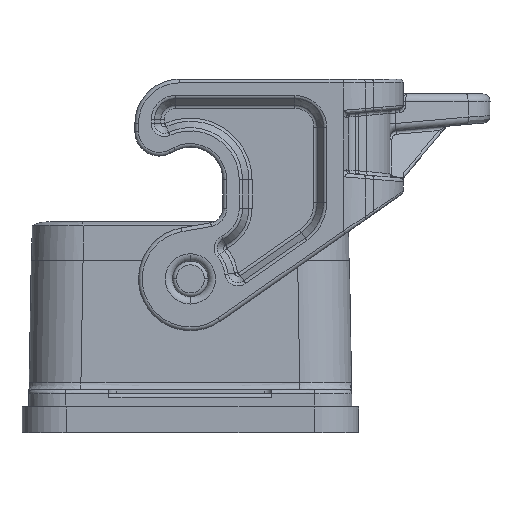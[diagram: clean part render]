
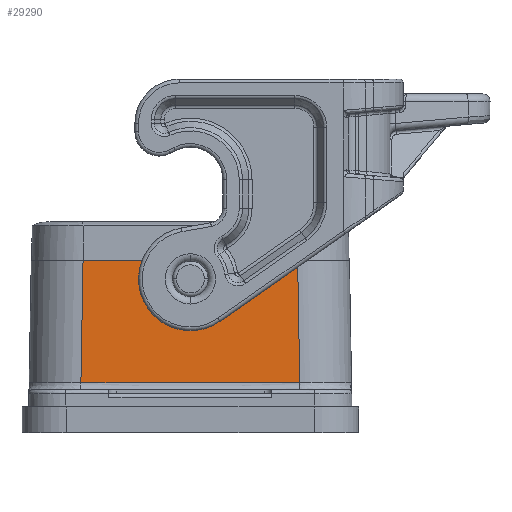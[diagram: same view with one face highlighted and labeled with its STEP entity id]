
A CAD part, left-side view. The second image highlights one B-rep face of the part: STEP entity #29290.
In plain terms, the highlighted face is planar.
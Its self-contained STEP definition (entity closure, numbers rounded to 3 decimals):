
#28290=CARTESIAN_POINT('',(-30.157,-103.395,
-4.983));
#28300=VERTEX_POINT('',#28290);
#28710=CARTESIAN_POINT('',(-19.121,-103.063,-24.));
#28720=DIRECTION('',(0.,-1.,-0.017));
#28730=DIRECTION('',(1.,0.,0.));
#28740=AXIS2_PLACEMENT_3D('',#28710,#28720,#28730);
#28750=PLANE('',#28740);
#28760=CARTESIAN_POINT('',(-30.073,-103.479,
-0.122));
#28770=DIRECTION('',(0.017,-0.017,
1.));
#28780=VECTOR('',#28770,1.);
#28790=LINE('',#28760,#28780);
#28800=CARTESIAN_POINT('',(-30.446,-103.106,-21.5));
#28810=VERTEX_POINT('',#28800);
#28820=EDGE_CURVE('',#28810,#28300,#28790,.T.);
#28830=ORIENTED_EDGE('',*,*,#28820,.T.);
#28840=CARTESIAN_POINT('',(0.,-103.106,-21.5));
#28850=DIRECTION('',(1.,0.,0.));
#28860=VECTOR('',#28850,1.);
#28870=LINE('',#28840,#28860);
#28880=CARTESIAN_POINT('',(-42.642,-103.106,-21.5));
#28890=VERTEX_POINT('',#28880);
#28900=EDGE_CURVE('',#28890,#28810,#28870,.T.);
#28910=ORIENTED_EDGE('',*,*,#28900,.T.);
#28920=CARTESIAN_POINT('',(-44.947,-103.15,-19.));
#28930=DIRECTION('',(0.,-1.,-0.017));
#28940=DIRECTION('',(0.,-0.017,
1.));
#28950=AXIS2_PLACEMENT_3D('',#28920,#28930,#28940);
#28960=ELLIPSE('',#28950,3.401,3.4);
#28970=CARTESIAN_POINT('',(-41.547,-103.15,-19.));
#28980=VERTEX_POINT('',#28970);
#28990=EDGE_CURVE('',#28890,#28980,#28960,.T.);
#29000=ORIENTED_EDGE('',*,*,#28990,.F.);
#29010=CARTESIAN_POINT('',(-48.347,-103.15,-19.));
#29020=VERTEX_POINT('',#29010);
#29030=EDGE_CURVE('',#28980,#29020,#28960,.T.);
#29040=ORIENTED_EDGE('',*,*,#29030,.F.);
#29050=CARTESIAN_POINT('',(-47.251,-103.106,-21.5));
#29060=VERTEX_POINT('',#29050);
#29070=EDGE_CURVE('',#29020,#29060,#28960,.T.);
#29080=ORIENTED_EDGE('',*,*,#29070,.F.);
#29090=CARTESIAN_POINT('',(-59.448,-103.106,-21.5));
#29100=VERTEX_POINT('',#29090);
#29110=EDGE_CURVE('',#29100,#29060,#28870,.T.);
#29120=ORIENTED_EDGE('',*,*,#29110,.T.);
#29130=CARTESIAN_POINT('',(-59.821,-103.479,
-0.122));
#29140=DIRECTION('',(0.017,0.017,
-1.));
#29150=VECTOR('',#29140,1.);
#29160=LINE('',#29130,#29150);
#29170=CARTESIAN_POINT('',(-59.736,-103.395,
-4.983));
#29180=VERTEX_POINT('',#29170);
#29190=EDGE_CURVE('',#29180,#29100,#29160,.T.);
#29200=ORIENTED_EDGE('',*,*,#29190,.T.);
#29210=CARTESIAN_POINT('',(0.,-103.395,-4.983));
#29220=DIRECTION('',(-1.,0.,0.));
#29230=VECTOR('',#29220,1.);
#29240=LINE('',#29210,#29230);
#29250=EDGE_CURVE('',#28300,#29180,#29240,.T.);
#29260=ORIENTED_EDGE('',*,*,#29250,.T.);
#29270=EDGE_LOOP('',(#29260,#29200,#29120,#29080,#29040,#29000,#28910,
#28830));
#29280=FACE_OUTER_BOUND('',#29270,.T.);
#29290=ADVANCED_FACE('',(#29280),#28750,.T.);
